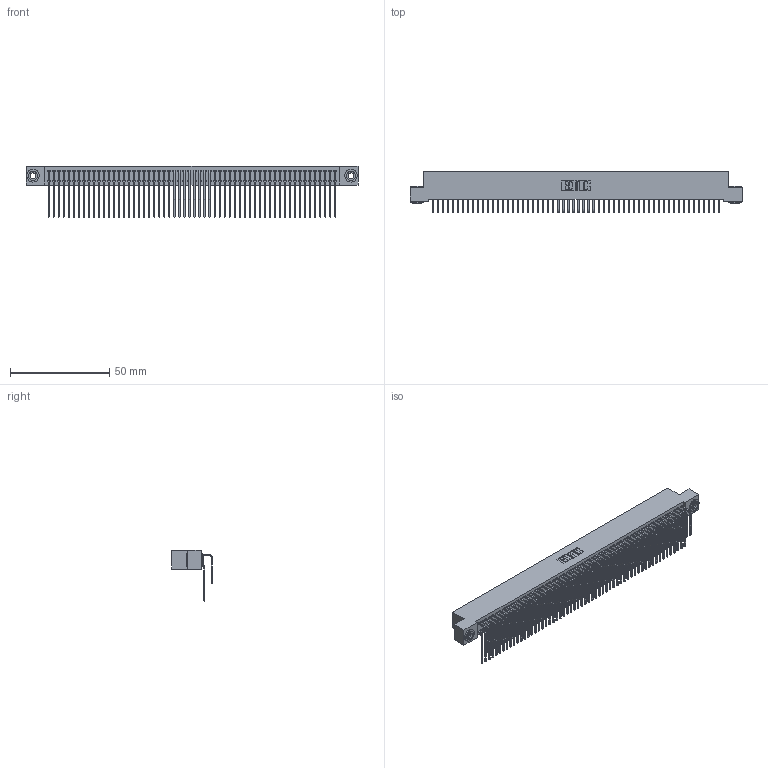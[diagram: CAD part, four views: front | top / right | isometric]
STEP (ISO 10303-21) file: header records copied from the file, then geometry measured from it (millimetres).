
FILE_DESCRIPTION (( 'STEP AP203' ), '1' );
FILE_NAME ('392-116-559-203.STEP', '2018-08-19T00:30:37', ( '' ), ( '' ), 'SwSTEP 2.0', 'SolidWorks 2016', '' );
FILE_SCHEMA (( 'CONFIG_CONTROL_DESIGN' ));
Length unit declared in the file: inch
Products named in the file (5): 392-116-559-203; 342 Part_.156 TH; 345-292-001_558 559 Tail - 1; 345-292-001_559 Tail - 2; 342-250-002_345-250-002-102
Assembly tree (119 placements, depth 2):
  392-116-559-203
    342 Part_.156 TH
    345-292-001_558 559 Tail - 1  x58
    345-292-001_559 Tail - 2  x58
    342-250-002_345-250-002-102  x2
Bounding box: 167.64 x 20.64 x 25.78 mm (x, y, z)
Volume: 15830.2 mm3; surface area: 29403 mm2
Topology: 119 solids, 119 shells, 6412 faces, 19051 edges, 12542 vertices
Faces by surface type: plane 4484, cylinder 1920, cone 8
Entity records: 37546 total; most frequent: CARTESIAN_POINT 6228, ORIENTED_EDGE 6106, DIRECTION 5307, EDGE_CURVE 3053, LINE 2861, VECTOR 2861, VERTEX_POINT 2030, AXIS2_PLACEMENT_3D 1223
